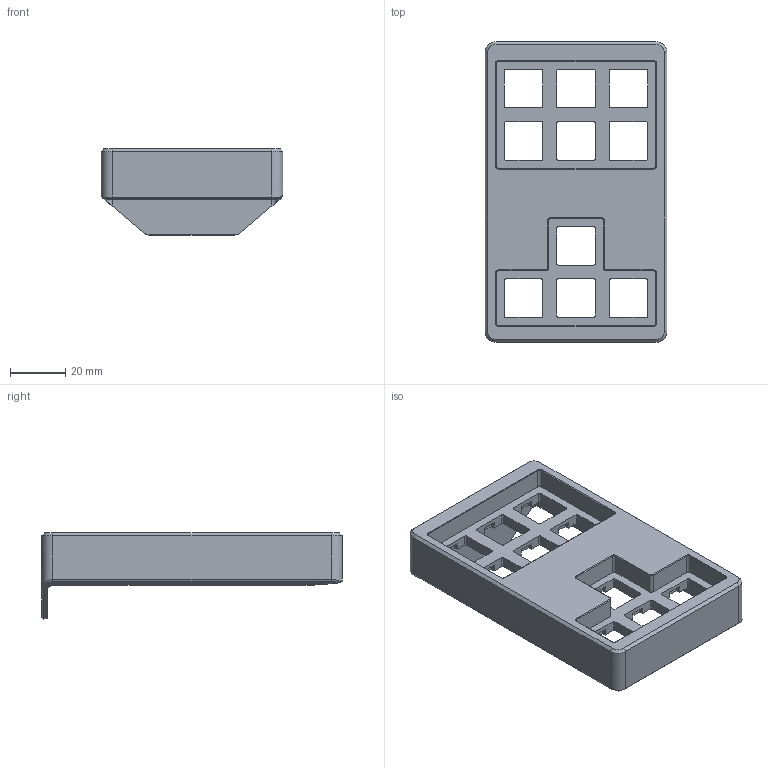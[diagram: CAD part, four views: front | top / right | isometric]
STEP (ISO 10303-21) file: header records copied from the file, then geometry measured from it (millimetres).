
FILE_DESCRIPTION(/* description */ (''),/* implementation_level */ '2;1');
FILE_NAME(/* name */ 'navidat_top.step',/* time_stamp */ '2021-11-11T12:28:07+01:00',/* author */ (''),/* organization */ (''),/* preprocessor_version */ 'ST-DEVELOPER v18.1',/* originating_system */ 'Autodesk Translation Framework v10.10.0.1391',/* authorisation */ '');
FILE_SCHEMA (('AUTOMOTIVE_DESIGN { 1 0 10303 214 3 1 1 }'));
Length unit declared in the file: millimetre
Products named in the file (1): Top
Bounding box: 66.15 x 109.25 x 31.35 mm (x, y, z)
Volume: 51567 mm3; surface area: 25293.4 mm2
Topology: 1 solids, 1 shells, 279 faces, 774 edges, 500 vertices
Faces by surface type: plane 175, cylinder 66, bspline 20, cone 18
Entity records: 9201 total; most frequent: CARTESIAN_POINT 2014, ORIENTED_EDGE 1548, DIRECTION 1396, EDGE_CURVE 774, LINE 588, VECTOR 588, VERTEX_POINT 500, AXIS2_PLACEMENT_3D 404
